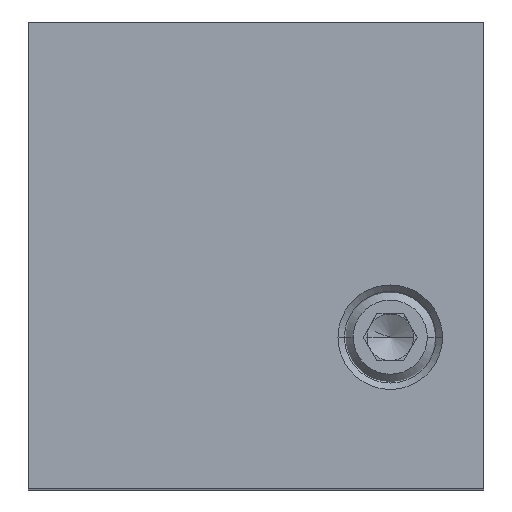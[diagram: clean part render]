
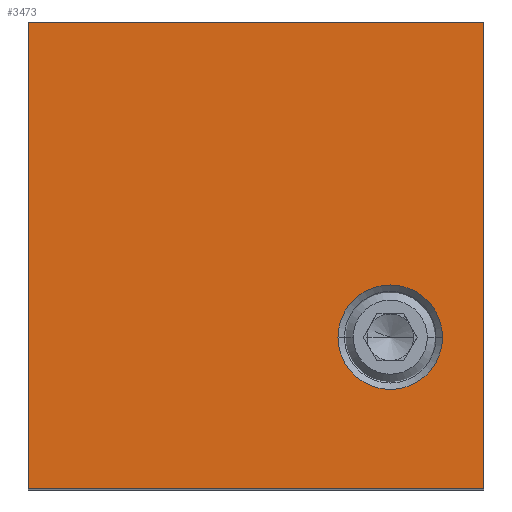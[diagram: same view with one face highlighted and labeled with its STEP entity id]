
A CAD part, top view. The second image highlights one B-rep face of the part: STEP entity #3473.
In plain terms, the highlighted planar face has unit normal (0, 0, 1).
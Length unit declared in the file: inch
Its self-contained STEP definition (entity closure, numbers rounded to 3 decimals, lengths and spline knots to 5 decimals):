
#783=DIRECTION('',(0.,-1.,0.));
#784=VECTOR('',#783,2.5);
#785=CARTESIAN_POINT('',(0.,0.,4.438));
#786=LINE('',#785,#784);
#787=DIRECTION('',(-1.,0.,0.));
#788=VECTOR('',#787,2.438);
#789=CARTESIAN_POINT('',(2.438,0.,4.438));
#790=LINE('',#789,#788);
#791=DIRECTION('',(0.,1.,0.));
#792=VECTOR('',#791,2.5);
#793=CARTESIAN_POINT('',(2.438,-2.5,4.438));
#794=LINE('',#793,#792);
#795=DIRECTION('',(1.,0.,0.));
#796=VECTOR('',#795,2.438);
#797=CARTESIAN_POINT('',(0.,-2.5,4.438));
#798=LINE('',#797,#796);
#799=CARTESIAN_POINT('',(1.938,-1.688,4.438));
#800=DIRECTION('',(0.,0.,-1.));
#801=DIRECTION('',(-1.,0.,0.));
#802=AXIS2_PLACEMENT_3D('',#799,#800,#801);
#804=CARTESIAN_POINT('',(1.938,-1.688,4.438));
#805=DIRECTION('',(0.,0.,-1.));
#806=DIRECTION('',(1.,0.,0.));
#807=AXIS2_PLACEMENT_3D('',#804,#805,#806);
#2379=CARTESIAN_POINT('',(0.,0.,4.438));
#2380=CARTESIAN_POINT('',(0.,-2.5,4.438));
#2381=VERTEX_POINT('',#2379);
#2382=VERTEX_POINT('',#2380);
#2383=CARTESIAN_POINT('',(2.438,-2.5,4.438));
#2384=VERTEX_POINT('',#2383);
#2385=CARTESIAN_POINT('',(2.438,0.,4.438));
#2386=VERTEX_POINT('',#2385);
#2710=CARTESIAN_POINT('',(1.658,-1.688,4.438));
#2711=CARTESIAN_POINT('',(2.218,-1.688,4.438));
#2712=VERTEX_POINT('',#2710);
#2713=VERTEX_POINT('',#2711);
#3454=CARTESIAN_POINT('',(0.,0.,4.438));
#3455=DIRECTION('',(0.,0.,1.));
#3456=DIRECTION('',(1.,0.,0.));
#3457=AXIS2_PLACEMENT_3D('',#3454,#3455,#3456);
#3458=PLANE('',#3457);
#3459=ORIENTED_EDGE('',*,*,#3107,.F.);
#3461=ORIENTED_EDGE('',*,*,#3460,.F.);
#3463=ORIENTED_EDGE('',*,*,#3462,.F.);
#3464=ORIENTED_EDGE('',*,*,#3447,.F.);
#3465=EDGE_LOOP('',(#3459,#3461,#3463,#3464));
#3466=FACE_OUTER_BOUND('',#3465,.F.);
#3468=ORIENTED_EDGE('',*,*,#3467,.F.);
#3470=ORIENTED_EDGE('',*,*,#3469,.F.);
#3471=EDGE_LOOP('',(#3468,#3470));
#3472=FACE_BOUND('',#3471,.F.);
#3473=ADVANCED_FACE('',(#3466,#3472),#3458,.T.);
#803=CIRCLE('',#802,0.28);
#808=CIRCLE('',#807,0.28);
#3107=EDGE_CURVE('',#2381,#2382,#786,.T.);
#3447=EDGE_CURVE('',#2382,#2384,#798,.T.);
#3460=EDGE_CURVE('',#2386,#2381,#790,.T.);
#3462=EDGE_CURVE('',#2384,#2386,#794,.T.);
#3467=EDGE_CURVE('',#2712,#2713,#803,.T.);
#3469=EDGE_CURVE('',#2713,#2712,#808,.T.);
